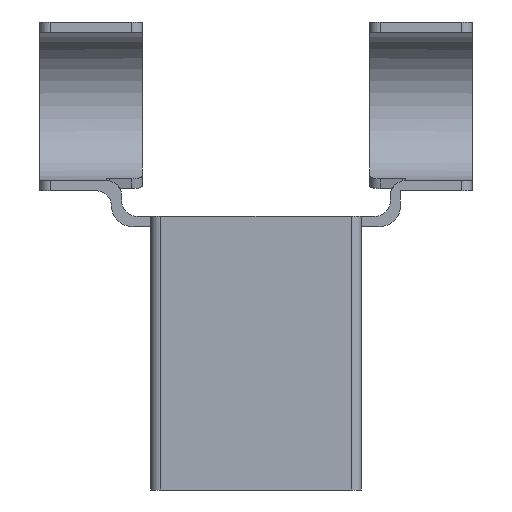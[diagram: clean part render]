
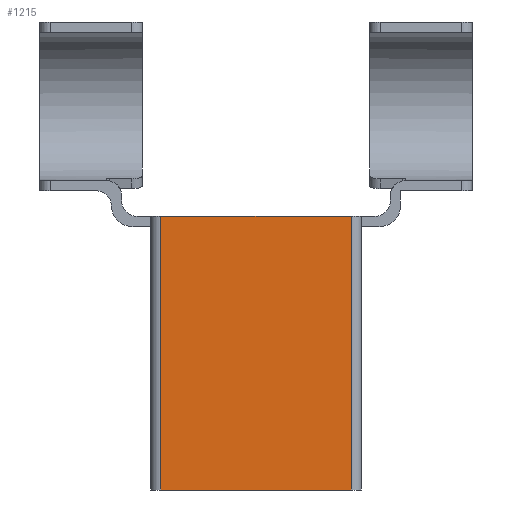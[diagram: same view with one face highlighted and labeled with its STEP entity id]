
A CAD part, front view. The second image highlights one B-rep face of the part: STEP entity #1215.
In plain terms, the highlighted planar face has unit normal (0, -1, 0).
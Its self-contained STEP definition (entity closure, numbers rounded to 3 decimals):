
#14 = CARTESIAN_POINT ( 'NONE',  ( -18.6, 0., -25.75 ) ) ;
#201 = LINE ( 'NONE', #14, #1744 ) ;
#262 = DIRECTION ( 'NONE',  ( 0., 0., 1. ) ) ;
#446 = CARTESIAN_POINT ( 'NONE',  ( -18.6, 0., -25.75 ) ) ;
#658 = DIRECTION ( 'NONE',  ( 1., 0., 0. ) ) ;
#692 = DIRECTION ( 'NONE',  ( 1., 0., 0. ) ) ;
#717 = EDGE_CURVE ( 'NONE', #1315, #818, #201, .T. ) ;
#744 = ORIENTED_EDGE ( 'NONE', *, *, #717, .T. ) ;
#812 = DIRECTION ( 'NONE',  ( 0., 0., -1. ) ) ;
#818 = VERTEX_POINT ( 'NONE', #446 ) ;
#847 = AXIS2_PLACEMENT_3D ( 'NONE', #2133, #1146, #692 ) ;
#892 = ORIENTED_EDGE ( 'NONE', *, *, #1995, .T. ) ;
#914 = LINE ( 'NONE', #1308, #1956 ) ;
#944 = VECTOR ( 'NONE', #1482, 1000. ) ;
#1039 = LINE ( 'NONE', #1668, #944 ) ;
#1146 = DIRECTION ( 'NONE',  ( 0., -1., 0. ) ) ;
#1151 = EDGE_CURVE ( 'NONE', #1315, #2179, #1039, .T. ) ;
#1215 = ADVANCED_FACE ( 'NONE', ( #1709 ), #1299, .T. ) ;
#1277 = VECTOR ( 'NONE', #262, 1000. ) ;
#1293 = CARTESIAN_POINT ( 'NONE',  ( 18.6, 0., -25.75 ) ) ;
#1299 = PLANE ( 'NONE',  #847 ) ;
#1308 = CARTESIAN_POINT ( 'NONE',  ( -20.6, 0., -25.75 ) ) ;
#1315 = VERTEX_POINT ( 'NONE', #1340 ) ;
#1340 = CARTESIAN_POINT ( 'NONE',  ( -18.6, 0., 27.75 ) ) ;
#1482 = DIRECTION ( 'NONE',  ( 1., 0., 0. ) ) ;
#1525 = EDGE_CURVE ( 'NONE', #818, #1550, #914, .T. ) ;
#1550 = VERTEX_POINT ( 'NONE', #1293 ) ;
#1668 = CARTESIAN_POINT ( 'NONE',  ( 18.6, 0., 27.75 ) ) ;
#1709 = FACE_OUTER_BOUND ( 'NONE', #1939, .T. ) ;
#1713 = LINE ( 'NONE', #2314, #1277 ) ;
#1744 = VECTOR ( 'NONE', #812, 1000. ) ;
#1939 = EDGE_LOOP ( 'NONE', ( #892, #2370, #744, #1990 ) ) ;
#1956 = VECTOR ( 'NONE', #658, 1000. ) ;
#1990 = ORIENTED_EDGE ( 'NONE', *, *, #1525, .T. ) ;
#1995 = EDGE_CURVE ( 'NONE', #1550, #2179, #1713, .T. ) ;
#2133 = CARTESIAN_POINT ( 'NONE',  ( -20.6, 0., -25.75 ) ) ;
#2179 = VERTEX_POINT ( 'NONE', #2426 ) ;
#2314 = CARTESIAN_POINT ( 'NONE',  ( 18.6, 0., -25.75 ) ) ;
#2370 = ORIENTED_EDGE ( 'NONE', *, *, #1151, .F. ) ;
#2426 = CARTESIAN_POINT ( 'NONE',  ( 18.6, 0., 27.75 ) ) ;
